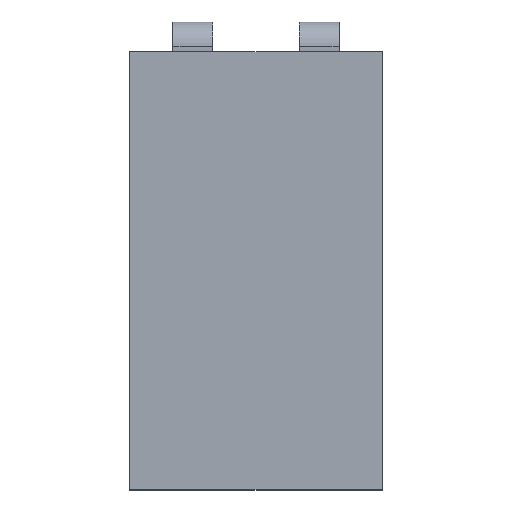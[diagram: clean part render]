
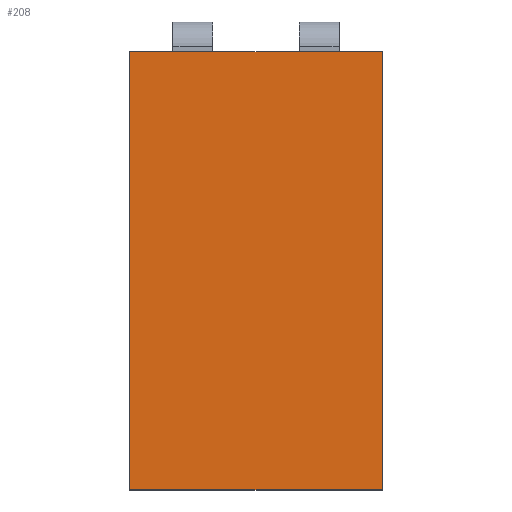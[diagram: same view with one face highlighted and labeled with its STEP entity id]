
A CAD part, top view. The second image highlights one B-rep face of the part: STEP entity #208.
In plain terms, the highlighted planar face has unit normal (0, 0, 1).
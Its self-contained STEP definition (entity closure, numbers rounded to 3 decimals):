
#208=ADVANCED_FACE('',(#1334),#1336,.T.);
#1334=FACE_BOUND('',#1335,.T.);
#1335=EDGE_LOOP('',(#2221,#2222,#2223,#2224));
#1336=PLANE('',#1337);
#1337=AXIS2_PLACEMENT_3D('',#1338,#1339,#1340);
#1338=CARTESIAN_POINT('',(-0.635,-4.625,1.8));
#1339=DIRECTION('',(0.,0.,1.));
#1340=DIRECTION('',(1.,0.,0.));
#2221=ORIENTED_EDGE('',*,*,#2867,.T.);
#2222=ORIENTED_EDGE('',*,*,#2842,.T.);
#2223=ORIENTED_EDGE('',*,*,#2849,.F.);
#2224=ORIENTED_EDGE('',*,*,#2855,.F.);
#2842=EDGE_CURVE('',#3209,#3207,#3210,.T.);
#2849=EDGE_CURVE('',#3218,#3207,#3220,.T.);
#2855=EDGE_CURVE('',#3227,#3218,#3229,.T.);
#2867=EDGE_CURVE('',#3227,#3209,#3249,.T.);
#3207=VERTEX_POINT('',#3825);
#3209=VERTEX_POINT('',#3829);
#3210=LINE('',#3830,#3831);
#3218=VERTEX_POINT('',#3850);
#3220=LINE('',#3854,#3855);
#3227=VERTEX_POINT('',#3871);
#3229=LINE('',#3875,#3876);
#3249=LINE('',#3919,#3920);
#3825=CARTESIAN_POINT('',(1.905,-0.225,1.8));
#3829=CARTESIAN_POINT('',(1.905,-4.625,1.8));
#3830=CARTESIAN_POINT('',(1.905,-4.625,1.8));
#3831=VECTOR('',#3832,1.);
#3832=DIRECTION('',(0.,1.,0.));
#3850=CARTESIAN_POINT('',(-0.635,-0.225,1.8));
#3854=CARTESIAN_POINT('',(-0.635,-0.225,1.8));
#3855=VECTOR('',#3856,1.);
#3856=DIRECTION('',(1.,0.,0.));
#3871=CARTESIAN_POINT('',(-0.635,-4.625,1.8));
#3875=CARTESIAN_POINT('',(-0.635,-4.625,1.8));
#3876=VECTOR('',#3877,1.);
#3877=DIRECTION('',(0.,1.,0.));
#3919=CARTESIAN_POINT('',(-0.635,-4.625,1.8));
#3920=VECTOR('',#3921,1.);
#3921=DIRECTION('',(1.,0.,0.));
